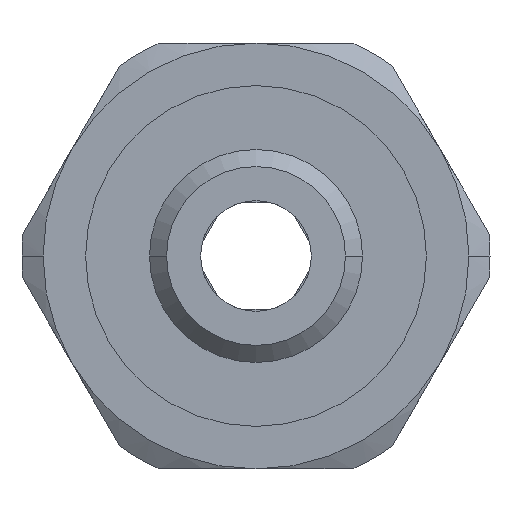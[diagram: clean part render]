
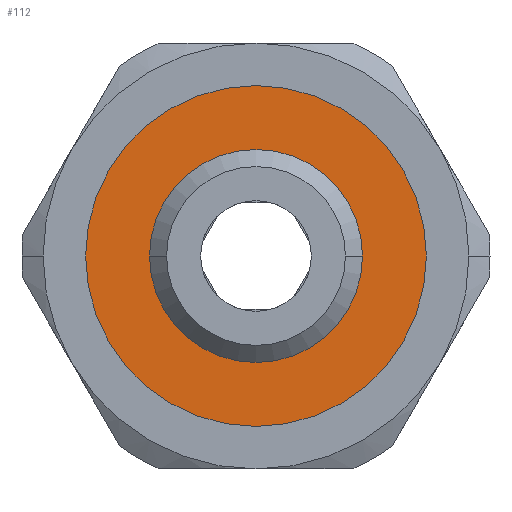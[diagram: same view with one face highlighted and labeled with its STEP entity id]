
A CAD part, front view. The second image highlights one B-rep face of the part: STEP entity #112.
In plain terms, the highlighted planar face has unit normal (0, -1, 0).
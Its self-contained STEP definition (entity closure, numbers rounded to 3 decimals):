
#112=ADVANCED_FACE('',(#264,#265),#266,.T.);
#264=FACE_OUTER_BOUND('',#436,.T.);
#265=FACE_BOUND('',#437,.T.);
#266=PLANE('',#438);
#436=EDGE_LOOP('',(#984,#985));
#437=EDGE_LOOP('',(#986,#987));
#438=AXIS2_PLACEMENT_3D('',#988,#989,#990);
#984=ORIENTED_EDGE('',*,*,#1171,.F.);
#985=ORIENTED_EDGE('',*,*,#1304,.F.);
#986=ORIENTED_EDGE('',*,*,#1177,.T.);
#987=ORIENTED_EDGE('',*,*,#1303,.T.);
#988=CARTESIAN_POINT('',(3.25,-1.5,0.0));
#989=DIRECTION('',(-0.0,-1.0,-0.0));
#990=DIRECTION('',(-1.0,0.0,0.0));
#1171=EDGE_CURVE('',#1416,#1419,#1420,.T.);
#1177=EDGE_CURVE('',#1425,#1429,#1431,.T.);
#1303=EDGE_CURVE('',#1429,#1425,#1627,.T.);
#1304=EDGE_CURVE('',#1419,#1416,#1628,.T.);
#1416=VERTEX_POINT('',#1762);
#1419=VERTEX_POINT('',#1766);
#1420=CIRCLE('',#1767,4.);
#1425=VERTEX_POINT('',#1773);
#1429=VERTEX_POINT('',#1778);
#1431=CIRCLE('',#1781,2.5);
#1627=CIRCLE('',#2297,2.5);
#1628=CIRCLE('',#2298,4.);
#1762=CARTESIAN_POINT('',(4.,-1.5,0.0));
#1766=CARTESIAN_POINT('',(-4.,-1.5,0.));
#1767=AXIS2_PLACEMENT_3D('',#2426,#2427,#2428);
#1773=CARTESIAN_POINT('',(2.5,-1.5,0.0));
#1778=CARTESIAN_POINT('',(-2.5,-1.5,0.));
#1781=AXIS2_PLACEMENT_3D('',#2438,#2439,#2440);
#2297=AXIS2_PLACEMENT_3D('',#2632,#2633,#2634);
#2298=AXIS2_PLACEMENT_3D('',#2635,#2636,#2637);
#2426=CARTESIAN_POINT('',(0.0,-1.5,0.0));
#2427=DIRECTION('',(-0.0,1.0,0.0));
#2428=DIRECTION('',(1.0,0.0,0.0));
#2438=CARTESIAN_POINT('',(0.0,-1.5,0.0));
#2439=DIRECTION('',(-0.0,1.0,0.0));
#2440=DIRECTION('',(1.0,0.0,0.0));
#2632=CARTESIAN_POINT('',(0.0,-1.5,0.0));
#2633=DIRECTION('',(-0.0,1.0,0.0));
#2634=DIRECTION('',(1.0,0.0,0.0));
#2635=CARTESIAN_POINT('',(0.0,-1.5,0.0));
#2636=DIRECTION('',(-0.0,1.0,0.0));
#2637=DIRECTION('',(1.0,0.0,0.0));
